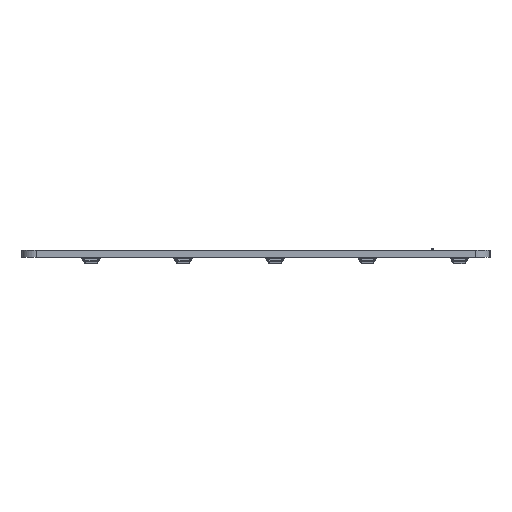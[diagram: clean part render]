
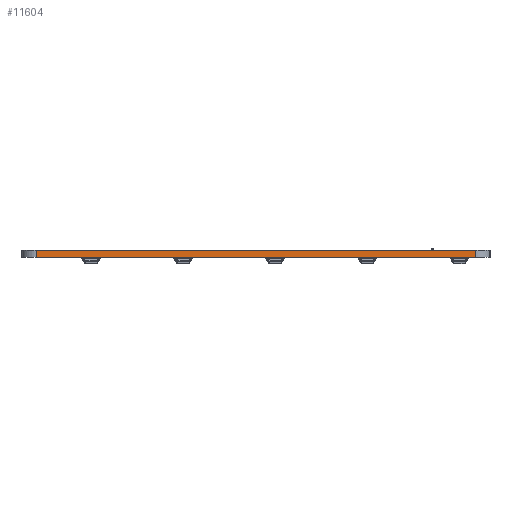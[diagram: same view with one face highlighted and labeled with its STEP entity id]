
A CAD part, left-side view. The second image highlights one B-rep face of the part: STEP entity #11604.
In plain terms, the highlighted planar face has unit normal (-1, 0, 0).
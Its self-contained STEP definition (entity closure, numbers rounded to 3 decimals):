
#3331 = VERTEX_POINT('',#3332);
#3332 = CARTESIAN_POINT('',(15.081,-41.894,0.));
#3339 = EDGE_CURVE('',#3340,#3331,#3342,.T.);
#3340 = VERTEX_POINT('',#3341);
#3341 = CARTESIAN_POINT('',(15.081,-132.731,0.));
#3342 = LINE('',#3343,#3344);
#3343 = CARTESIAN_POINT('',(15.081,-132.731,0.));
#3344 = VECTOR('',#3345,1.);
#3345 = DIRECTION('',(0.,1.,0.));
#7454 = VERTEX_POINT('',#7455);
#7455 = CARTESIAN_POINT('',(15.081,-41.894,1.51));
#7462 = EDGE_CURVE('',#7463,#7454,#7465,.T.);
#7463 = VERTEX_POINT('',#7464);
#7464 = CARTESIAN_POINT('',(15.081,-132.731,1.51));
#7465 = LINE('',#7466,#7467);
#7466 = CARTESIAN_POINT('',(15.081,-132.731,1.51));
#7467 = VECTOR('',#7468,1.);
#7468 = DIRECTION('',(0.,1.,0.));
#11574 = EDGE_CURVE('',#3331,#7454,#11575,.T.);
#11575 = LINE('',#11576,#11577);
#11576 = CARTESIAN_POINT('',(15.081,-41.894,0.));
#11577 = VECTOR('',#11578,1.);
#11578 = DIRECTION('',(0.,0.,1.));
#11604 = ADVANCED_FACE('',(#11605),#11616,.T.);
#11605 = FACE_BOUND('',#11606,.T.);
#11606 = EDGE_LOOP('',(#11607,#11613,#11614,#11615));
#11607 = ORIENTED_EDGE('',*,*,#11608,.T.);
#11608 = EDGE_CURVE('',#3340,#7463,#11609,.T.);
#11609 = LINE('',#11610,#11611);
#11610 = CARTESIAN_POINT('',(15.081,-132.731,0.));
#11611 = VECTOR('',#11612,1.);
#11612 = DIRECTION('',(0.,0.,1.));
#11613 = ORIENTED_EDGE('',*,*,#7462,.T.);
#11614 = ORIENTED_EDGE('',*,*,#11574,.F.);
#11615 = ORIENTED_EDGE('',*,*,#3339,.F.);
#11616 = PLANE('',#11617);
#11617 = AXIS2_PLACEMENT_3D('',#11618,#11619,#11620);
#11618 = CARTESIAN_POINT('',(15.081,-132.731,0.));
#11619 = DIRECTION('',(-1.,0.,0.));
#11620 = DIRECTION('',(0.,1.,0.));
